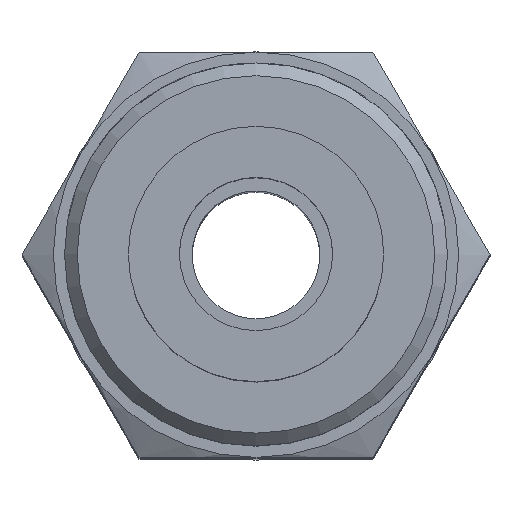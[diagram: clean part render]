
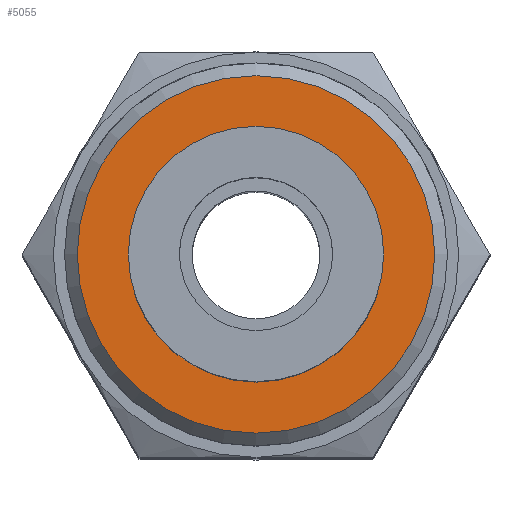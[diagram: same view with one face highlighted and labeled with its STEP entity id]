
A CAD part, top view. The second image highlights one B-rep face of the part: STEP entity #5055.
In plain terms, the highlighted planar face has unit normal (0, 0, 1).
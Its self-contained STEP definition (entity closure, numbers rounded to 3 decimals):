
#255=CIRCLE('',#5412,7.);
#256=CIRCLE('',#5415,5.);
#390=PLANE('',#5414);
#435=FACE_BOUND('',#1071,.T.);
#749=FACE_OUTER_BOUND('',#1070,.T.);
#1070=EDGE_LOOP('',(#4533));
#1071=EDGE_LOOP('',(#4534));
#2407=VERTEX_POINT('',#11006);
#2408=VERTEX_POINT('',#11011);
#3121=EDGE_CURVE('',#2407,#2407,#255,.T.);
#3123=EDGE_CURVE('',#2408,#2408,#256,.T.);
#4533=ORIENTED_EDGE('',*,*,#3121,.F.);
#4534=ORIENTED_EDGE('',*,*,#3123,.T.);
#5055=ADVANCED_FACE('',(#749,#435),#390,.T.);
#5412=AXIS2_PLACEMENT_3D('',#11007,#6370,#6371);
#5414=AXIS2_PLACEMENT_3D('',#11010,#6375,#6376);
#5415=AXIS2_PLACEMENT_3D('',#11012,#6377,#6378);
#6370=DIRECTION('center_axis',(0.,0.,
-1.));
#6371=DIRECTION('ref_axis',(0.,1.,0.));
#6375=DIRECTION('center_axis',(0.,0.,
1.));
#6376=DIRECTION('ref_axis',(1.,0.,0.));
#6377=DIRECTION('center_axis',(0.,0.,
-1.));
#6378=DIRECTION('ref_axis',(1.,0.,0.));
#11006=CARTESIAN_POINT('',(0.,-7.,35.));
#11007=CARTESIAN_POINT('Origin',(0.,0.,
35.));
#11010=CARTESIAN_POINT('Origin',(0.,0.,
35.));
#11011=CARTESIAN_POINT('',(-5.,0.,35.));
#11012=CARTESIAN_POINT('Origin',(0.,0.,35.));
